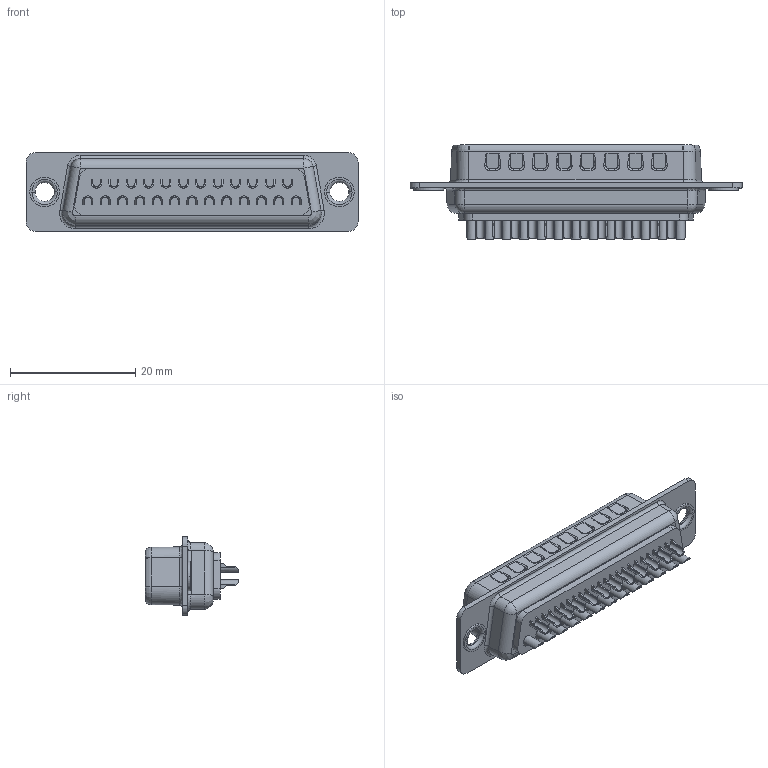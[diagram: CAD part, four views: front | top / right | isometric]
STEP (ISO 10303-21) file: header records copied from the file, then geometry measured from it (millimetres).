
FILE_DESCRIPTION((''),'2;1');
FILE_NAME('FDB2506-A','2021-03-18T',('gongcheng6'),(''),'PRO/ENGINEER BY PARAMETRIC TECHNOLOGY CORPORATION, 2010280','PRO/ENGINEER BY PARAMETRIC TECHNOLOGY CORPORATION, 2010280','');
FILE_SCHEMA(('CONFIG_CONTROL_DESIGN'));
Products named in the file (1): FDB2506-A
Bounding box: 53 x 15 x 12.55 mm (x, y, z)
Volume: 2730.3 mm3; surface area: 4003.3 mm2
Topology: 1 solids, 1 shells, 1128 faces, 2883 edges, 1844 vertices
Faces by surface type: plane 563, cylinder 271, bspline 248, torus 40, extrusion 4, sphere 2
Entity records: 58211 total; most frequent: CARTESIAN_POINT 32398, ORIENTED_EDGE 5766, DIRECTION 4775, EDGE_CURVE 2883, VERTEX_POINT 1844, AXIS2_PLACEMENT_3D 1609, VECTOR 1557, LINE 1553
